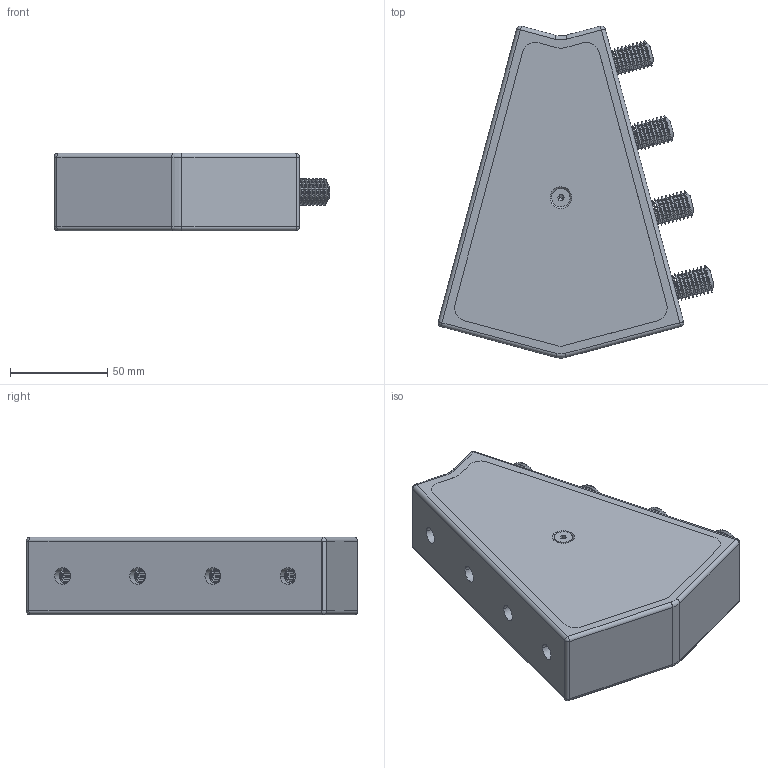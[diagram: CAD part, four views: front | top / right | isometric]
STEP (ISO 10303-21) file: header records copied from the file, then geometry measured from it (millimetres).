
FILE_DESCRIPTION (( 'STEP AP203' ), '1' );
FILE_NAME ('SPS.SJ40.30B.STEP', '2014-12-15T02:49:24', ( 'USER' ), ( 'Microsoft' ), 'SwSTEP 2.0', 'SolidWorks 2012', '' );
FILE_SCHEMA (( 'CONFIG_CONTROL_DESIGN' ));
Length unit declared in the file: millimetre
Products named in the file (1): SPS.SJ40.30B
Bounding box: 141.92 x 170.76 x 40 mm (x, y, z)
Surface area: 75856.7 mm2 (no closed solid volume)
Topology: 0 solids, 33 shells, 871 faces, 2644 edges, 1744 vertices
Faces by surface type: cone 250, torus 236, plane 171, cylinder 154, bspline 50, sphere 10
Entity records: 35275 total; most frequent: CARTESIAN_POINT 12305, DIRECTION 4905, ORIENTED_EDGE 4304, EDGE_CURVE 2634, AXIS2_PLACEMENT_3D 1877, VERTEX_POINT 1740, LINE 1151, VECTOR 1151
